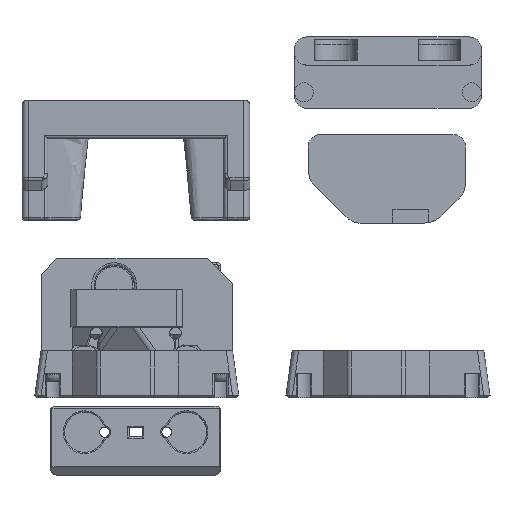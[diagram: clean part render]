
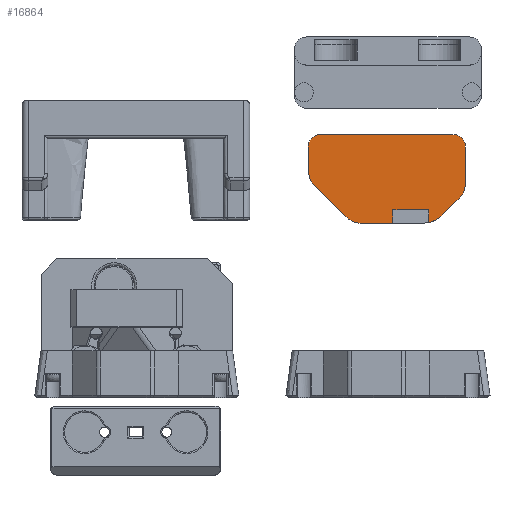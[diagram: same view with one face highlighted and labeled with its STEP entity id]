
A CAD part, top view. The second image highlights one B-rep face of the part: STEP entity #16864.
In plain terms, the highlighted planar face has unit normal (0, 0, 1).
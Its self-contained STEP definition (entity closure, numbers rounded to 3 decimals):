
#1536=PLANE('',#18286);
#2835=FACE_OUTER_BOUND('',#3893,.T.);
#3893=EDGE_LOOP('',(#15784,#15785,#15786,#15787,#15788,#15789,#15790,#15791,
#15792,#15793,#15794,#15795,#15796,#15797,#15798));
#5154=LINE('',#38008,#6457);
#5163=LINE('',#38032,#6466);
#5170=LINE('',#38050,#6473);
#5185=LINE('',#38093,#6488);
#5190=LINE('',#38109,#6493);
#5191=LINE('',#38112,#6494);
#5192=LINE('',#38114,#6495);
#5193=LINE('',#38116,#6496);
#5194=LINE('',#38117,#6497);
#6457=VECTOR('',#22071,10.);
#6466=VECTOR('',#22090,10.);
#6473=VECTOR('',#22107,10.);
#6488=VECTOR('',#22158,10.);
#6493=VECTOR('',#22175,10.);
#6494=VECTOR('',#22178,10.);
#6495=VECTOR('',#22179,10.);
#6496=VECTOR('',#22180,10.);
#6497=VECTOR('',#22181,10.);
#6893=CIRCLE('',#18250,3.5);
#6896=CIRCLE('',#18255,2.);
#6897=CIRCLE('',#18258,2.);
#6904=CIRCLE('',#18278,3.5);
#6905=CIRCLE('',#18281,3.5);
#6906=CIRCLE('',#18283,4.5);
#8426=VERTEX_POINT('',#38000);
#8427=VERTEX_POINT('',#38002);
#8428=VERTEX_POINT('',#38006);
#8433=VERTEX_POINT('',#38018);
#8438=VERTEX_POINT('',#38030);
#8441=VERTEX_POINT('',#38039);
#8444=VERTEX_POINT('',#38048);
#8453=VERTEX_POINT('',#38087);
#8454=VERTEX_POINT('',#38091);
#8455=VERTEX_POINT('',#38095);
#8456=VERTEX_POINT('',#38099);
#8457=VERTEX_POINT('',#38101);
#8460=VERTEX_POINT('',#38111);
#8461=VERTEX_POINT('',#38113);
#8462=VERTEX_POINT('',#38115);
#10853=EDGE_CURVE('',#8426,#8427,#6893,.T.);
#10856=EDGE_CURVE('',#8428,#8426,#5154,.F.);
#10862=EDGE_CURVE('',#8433,#8428,#6896,.T.);
#10868=EDGE_CURVE('',#8433,#8438,#5163,.T.);
#10873=EDGE_CURVE('',#8441,#8438,#6897,.T.);
#10878=EDGE_CURVE('',#8441,#8444,#5170,.T.);
#10896=EDGE_CURVE('',#8453,#8444,#6904,.T.);
#10898=EDGE_CURVE('',#8454,#8453,#5185,.T.);
#10900=EDGE_CURVE('',#8455,#8454,#6905,.T.);
#10902=EDGE_CURVE('',#8456,#8457,#6906,.T.);
#10906=EDGE_CURVE('',#8427,#8456,#5190,.T.);
#10907=EDGE_CURVE('',#8455,#8460,#5191,.T.);
#10908=EDGE_CURVE('',#8461,#8460,#5192,.T.);
#10909=EDGE_CURVE('',#8462,#8461,#5193,.T.);
#10910=EDGE_CURVE('',#8457,#8462,#5194,.F.);
#15784=ORIENTED_EDGE('',*,*,#10873,.F.);
#15785=ORIENTED_EDGE('',*,*,#10878,.T.);
#15786=ORIENTED_EDGE('',*,*,#10896,.F.);
#15787=ORIENTED_EDGE('',*,*,#10898,.F.);
#15788=ORIENTED_EDGE('',*,*,#10900,.F.);
#15789=ORIENTED_EDGE('',*,*,#10907,.T.);
#15790=ORIENTED_EDGE('',*,*,#10908,.F.);
#15791=ORIENTED_EDGE('',*,*,#10909,.F.);
#15792=ORIENTED_EDGE('',*,*,#10910,.F.);
#15793=ORIENTED_EDGE('',*,*,#10902,.F.);
#15794=ORIENTED_EDGE('',*,*,#10906,.F.);
#15795=ORIENTED_EDGE('',*,*,#10853,.F.);
#15796=ORIENTED_EDGE('',*,*,#10856,.F.);
#15797=ORIENTED_EDGE('',*,*,#10862,.F.);
#15798=ORIENTED_EDGE('',*,*,#10868,.T.);
#16864=ADVANCED_FACE('',(#2835),#1536,.T.);
#18250=AXIS2_PLACEMENT_3D('',#38003,#22065,#22066);
#18255=AXIS2_PLACEMENT_3D('',#38020,#22081,#22082);
#18258=AXIS2_PLACEMENT_3D('',#38041,#22097,#22098);
#18278=AXIS2_PLACEMENT_3D('',#38089,#22153,#22154);
#18281=AXIS2_PLACEMENT_3D('',#38097,#22162,#22163);
#18283=AXIS2_PLACEMENT_3D('',#38102,#22167,#22168);
#18286=AXIS2_PLACEMENT_3D('',#38110,#22176,#22177);
#22065=DIRECTION('center_axis',(0.,0.,
-1.));
#22066=DIRECTION('ref_axis',(0.383,0.924,0.));
#22071=DIRECTION('',(0.,1.,0.));
#22081=DIRECTION('center_axis',(0.,0.,
-1.));
#22082=DIRECTION('ref_axis',(0.707,0.707,0.));
#22090=DIRECTION('',(-1.,0.,0.));
#22097=DIRECTION('center_axis',(0.,0.,
-1.));
#22098=DIRECTION('ref_axis',(-0.707,-0.707,0.));
#22107=DIRECTION('',(0.,-1.,0.));
#22153=DIRECTION('center_axis',(0.,0.,
-1.));
#22154=DIRECTION('ref_axis',(-0.383,0.924,0.));
#22158=DIRECTION('',(-0.707,0.707,0.));
#22162=DIRECTION('center_axis',(0.,0.,
-1.));
#22163=DIRECTION('ref_axis',(-0.383,-0.924,0.));
#22167=DIRECTION('center_axis',(0.,0.,
-1.));
#22168=DIRECTION('ref_axis',(0.383,-0.924,0.));
#22175=DIRECTION('',(-0.707,-0.707,0.));
#22176=DIRECTION('center_axis',(0.,0.,
1.));
#22177=DIRECTION('ref_axis',(-1.,0.,0.));
#22178=DIRECTION('',(1.,0.,0.));
#22179=DIRECTION('',(0.,-1.,0.));
#22180=DIRECTION('',(-1.,0.,0.));
#22181=DIRECTION('',(0.,-1.,0.));
#38000=CARTESIAN_POINT('',(35.584,-2.082,28.664));
#38002=CARTESIAN_POINT('',(34.559,-4.557,28.664));
#38003=CARTESIAN_POINT('Origin',(32.084,-2.082,28.664));
#38006=CARTESIAN_POINT('',(35.584,3.595,28.664));
#38008=CARTESIAN_POINT('',(35.584,-1.749,28.664));
#38018=CARTESIAN_POINT('',(33.584,5.595,28.664));
#38020=CARTESIAN_POINT('Origin',(33.584,3.595,28.664));
#38030=CARTESIAN_POINT('',(12.539,5.595,28.664));
#38032=CARTESIAN_POINT('',(23.238,5.595,28.664));
#38039=CARTESIAN_POINT('',(10.539,3.595,28.664));
#38041=CARTESIAN_POINT('Origin',(12.539,3.595,28.664));
#38048=CARTESIAN_POINT('',(10.539,-0.082,28.664));
#38050=CARTESIAN_POINT('',(10.539,-1.749,28.664));
#38087=CARTESIAN_POINT('',(11.564,-2.557,28.664));
#38089=CARTESIAN_POINT('Origin',(14.039,-0.082,28.664));
#38091=CARTESIAN_POINT('',(16.514,-7.507,28.664));
#38093=CARTESIAN_POINT('',(15.468,-6.461,28.664));
#38095=CARTESIAN_POINT('',(18.988,-8.532,28.664));
#38097=CARTESIAN_POINT('Origin',(18.988,-5.032,28.664));
#38099=CARTESIAN_POINT('',(31.902,-7.214,28.664));
#38101=CARTESIAN_POINT('',(29.725,-8.418,28.664));
#38102=CARTESIAN_POINT('Origin',(28.72,-4.032,28.664));
#38109=CARTESIAN_POINT('',(31.831,-7.285,28.664));
#38110=CARTESIAN_POINT('Origin',(23.414,-1.374,28.664));
#38111=CARTESIAN_POINT('',(24.025,-8.532,28.664));
#38112=CARTESIAN_POINT('',(19.373,-8.532,28.664));
#38113=CARTESIAN_POINT('',(24.025,-6.399,28.664));
#38114=CARTESIAN_POINT('',(24.025,-4.703,28.664));
#38115=CARTESIAN_POINT('',(29.725,-6.399,28.664));
#38116=CARTESIAN_POINT('',(25.026,-6.399,28.664));
#38117=CARTESIAN_POINT('',(29.725,-4.703,28.664));
